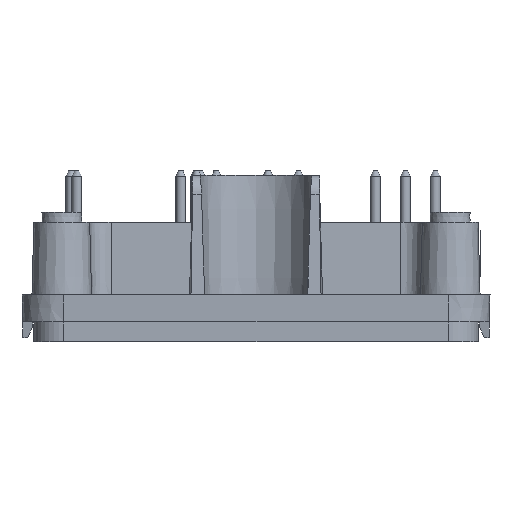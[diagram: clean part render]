
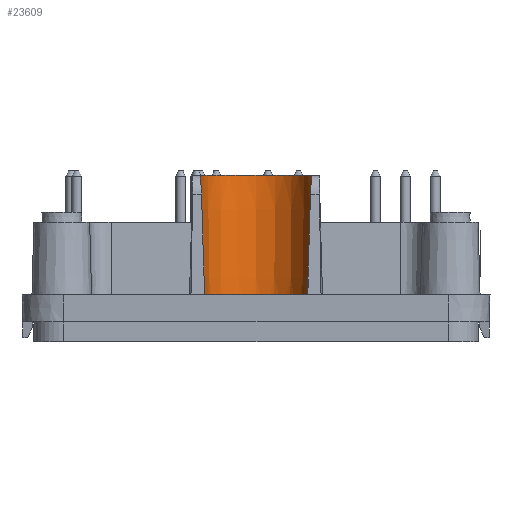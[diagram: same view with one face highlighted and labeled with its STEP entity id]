
A CAD part, left-side view. The second image highlights one B-rep face of the part: STEP entity #23609.
In plain terms, the highlighted conical face has half-angle 1 degrees and reference radius 5.538 mm.
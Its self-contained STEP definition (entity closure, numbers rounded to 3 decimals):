
#191=B_SPLINE_CURVE_WITH_KNOTS('',3,(#31737,#31738,#31739,#31740,#31741),
 .UNSPECIFIED.,.F.,.F.,(4,1,4),(0.,0.002,0.003),
 .UNSPECIFIED.);
#192=B_SPLINE_CURVE_WITH_KNOTS('',3,(#31749,#31750,#31751,#31752,#31753),
 .UNSPECIFIED.,.F.,.F.,(4,1,4),(0.,0.002,
0.003),.UNSPECIFIED.);
#686=CONICAL_SURFACE('',#24788,5.538,0.017);
#842=ELLIPSE('',#24781,126.261,6.231);
#843=ELLIPSE('',#24787,126.261,6.231);
#970=CIRCLE('',#24778,5.375);
#972=CIRCLE('',#24784,5.585);
#973=CIRCLE('',#24789,5.346);
#2171=ORIENTED_EDGE('',*,*,#7136,.T.);
#2172=ORIENTED_EDGE('',*,*,#7135,.T.);
#2173=ORIENTED_EDGE('',*,*,#7133,.T.);
#2174=ORIENTED_EDGE('',*,*,#7131,.T.);
#2175=ORIENTED_EDGE('',*,*,#7129,.T.);
#2176=ORIENTED_EDGE('',*,*,#7127,.T.);
#2177=ORIENTED_EDGE('',*,*,#7123,.T.);
#7123=EDGE_CURVE('',#9612,#9611,#970,.T.);
#7127=EDGE_CURVE('',#9614,#9612,#842,.F.);
#7129=EDGE_CURVE('',#9615,#9614,#191,.T.);
#7131=EDGE_CURVE('',#9616,#9615,#972,.F.);
#7133=EDGE_CURVE('',#9617,#9616,#192,.T.);
#7135=EDGE_CURVE('',#9611,#9617,#843,.F.);
#7136=EDGE_CURVE('',#9618,#9618,#973,.F.);
#9611=VERTEX_POINT('',#31725);
#9612=VERTEX_POINT('',#31727);
#9614=VERTEX_POINT('',#31734);
#9615=VERTEX_POINT('',#31742);
#9616=VERTEX_POINT('',#31746);
#9617=VERTEX_POINT('',#31754);
#9618=VERTEX_POINT('',#31760);
#13878=EDGE_LOOP('',(#2171));
#13879=EDGE_LOOP('',(#2172,#2173,#2174,#2175,#2176,#2177));
#15319=FACE_BOUND('',#13878,.T.);
#15320=FACE_BOUND('',#13879,.T.);
#23609=ADVANCED_FACE('',(#15319,#15320),#686,.F.);
#24778=AXIS2_PLACEMENT_3D('',#31726,#26823,#26824);
#24781=AXIS2_PLACEMENT_3D('',#31733,#26831,#26832);
#24784=AXIS2_PLACEMENT_3D('',#31745,#26839,#26840);
#24787=AXIS2_PLACEMENT_3D('',#31757,#26847,#26848);
#24788=AXIS2_PLACEMENT_3D('',#31758,#26849,#26850);
#24789=AXIS2_PLACEMENT_3D('',#31759,#26851,#26852);
#26823=DIRECTION('',(0.,0.,1.));
#26824=DIRECTION('',(-1.,0.,0.));
#26831=DIRECTION('',(0.999,0.,-0.052));
#26832=DIRECTION('',(0.052,0.,0.999));
#26839=DIRECTION('',(0.,0.,-1.));
#26840=DIRECTION('',(1.,0.,0.));
#26847=DIRECTION('',(0.999,0.,-0.052));
#26848=DIRECTION('',(0.052,0.,0.999));
#26849=DIRECTION('',(0.,0.,1.));
#26850=DIRECTION('',(-1.,0.,0.));
#26851=DIRECTION('',(0.,0.,1.));
#26852=DIRECTION('',(-1.,0.,0.));
#31725=CARTESIAN_POINT('',(-48.,-5.162,1.4));
#31726=CARTESIAN_POINT('',(-46.5,0.,1.4));
#31727=CARTESIAN_POINT('',(-48.,5.162,1.4));
#31733=CARTESIAN_POINT('',(-44.299,0.,72.017));
#31734=CARTESIAN_POINT('',(-47.47,5.466,11.505));
#31737=CARTESIAN_POINT('',(-45.473,5.49,13.4));
#31738=CARTESIAN_POINT('',(-45.977,5.584,13.4));
#31739=CARTESIAN_POINT('',(-46.987,5.597,12.996));
#31740=CARTESIAN_POINT('',(-47.444,5.48,12.016));
#31741=CARTESIAN_POINT('',(-47.47,5.466,11.505));
#31742=CARTESIAN_POINT('',(-45.473,5.49,13.4));
#31745=CARTESIAN_POINT('',(-46.5,0.,13.4));
#31746=CARTESIAN_POINT('',(-45.473,-5.49,13.4));
#31749=CARTESIAN_POINT('',(-47.47,-5.466,11.505));
#31750=CARTESIAN_POINT('',(-47.444,-5.48,12.016));
#31751=CARTESIAN_POINT('',(-46.988,-5.597,12.995));
#31752=CARTESIAN_POINT('',(-45.977,-5.584,13.4));
#31753=CARTESIAN_POINT('',(-45.473,-5.49,13.4));
#31754=CARTESIAN_POINT('',(-47.47,-5.466,11.505));
#31757=CARTESIAN_POINT('',(-44.299,0.,72.017));
#31758=CARTESIAN_POINT('',(-46.5,0.,10.697));
#31759=CARTESIAN_POINT('',(-46.5,0.,-0.3));
#31760=CARTESIAN_POINT('',(-51.846,0.,-0.3));
